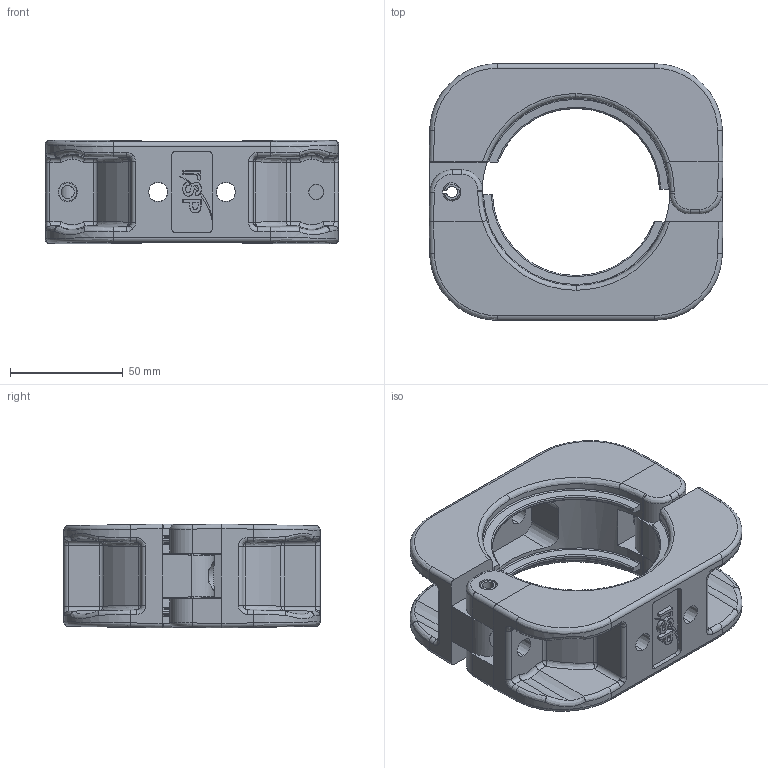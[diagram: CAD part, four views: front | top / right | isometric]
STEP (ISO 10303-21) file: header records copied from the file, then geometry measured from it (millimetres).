
FILE_DESCRIPTION (( 'STEP AP214' ), '1' );
FILE_NAME ('P0078.STEP', '2021-08-18T10:42:20', ( '' ), ( '' ), 'SwSTEP 2.0', 'SolidWorks 2019', '' );
FILE_SCHEMA (( 'AUTOMOTIVE_DESIGN' ));
Length unit declared in the file: millimetre
Products named in the file (1): P0078
Bounding box: 130 x 113.5 x 46 mm (x, y, z)
Volume: 227551 mm3; surface area: 75333.6 mm2
Topology: 7 solids, 7 shells, 569 faces, 1438 edges, 887 vertices
Faces by surface type: plane 176, bspline 162, cylinder 146, cone 51, torus 18, sphere 16
Entity records: 30870 total; most frequent: CARTESIAN_POINT 12433, ORIENTED_EDGE 2860, DIRECTION 2077, EDGE_CURVE 1430, VERTEX_POINT 887, AXIS2_PLACEMENT_3D 761, EDGE_LOOP 607, UNCERTAINTY_MEASURE_WITH_UNIT 578
